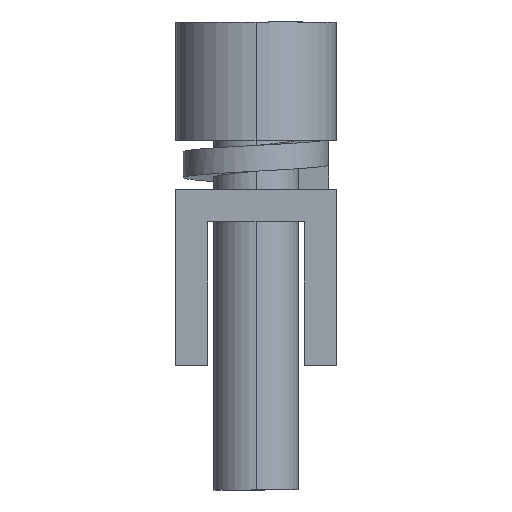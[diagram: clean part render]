
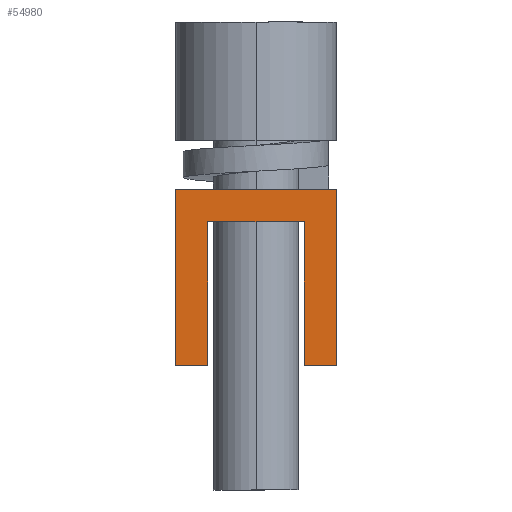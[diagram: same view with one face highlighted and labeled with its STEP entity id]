
A CAD part, left-side view. The second image highlights one B-rep face of the part: STEP entity #54980.
In plain terms, the highlighted face is planar.
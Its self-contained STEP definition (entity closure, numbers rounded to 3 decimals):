
#120=CARTESIAN_POINT('',(12.451,42.654,
-1.25));
#130=VERTEX_POINT('',#120);
#160=CARTESIAN_POINT('',(12.451,40.354,
-1.25));
#170=DIRECTION('',(0.,-1.,0.));
#180=VECTOR('',#170,1.);
#190=LINE('',#160,#180);
#200=CARTESIAN_POINT('',(12.451,50.854,
-1.25));
#210=VERTEX_POINT('',#200);
#220=EDGE_CURVE('',#210,#130,#190,.T.);
#7100=CARTESIAN_POINT('',(12.451,44.154,
0.25));
#7110=VERTEX_POINT('',#7100);
#7140=CARTESIAN_POINT('',(12.451,44.154,
2.5));
#7150=DIRECTION('',(0.,0.,-1.));
#7160=VECTOR('',#7150,1.);
#7170=LINE('',#7140,#7160);
#7180=CARTESIAN_POINT('',(12.451,44.154,
4.75));
#7190=VERTEX_POINT('',#7180);
#7200=EDGE_CURVE('',#7190,#7110,#7170,.T.);
#54450=CARTESIAN_POINT('',(12.451,45.304,
5.5));
#54460=DIRECTION('',(1.,0.,0.));
#54470=DIRECTION('',(0.,0.,1.));
#54480=AXIS2_PLACEMENT_3D('',#54450,#54460,#54470);
#54490=PLANE('',#54480);
#54500=ORIENTED_EDGE('',*,*,#220,.F.);
#54510=CARTESIAN_POINT('',(12.451,42.654,0.));
#54520=DIRECTION('',(0.,0.,-1.));
#54530=VECTOR('',#54520,1.);
#54540=LINE('',#54510,#54530);
#54550=CARTESIAN_POINT('',(12.451,42.654,
6.25));
#54560=VERTEX_POINT('',#54550);
#54570=EDGE_CURVE('',#54560,#130,#54540,.T.);
#54580=ORIENTED_EDGE('',*,*,#54570,.T.);
#54590=CARTESIAN_POINT('',(12.451,40.354,
6.25));
#54600=DIRECTION('',(0.,-1.,0.));
#54610=VECTOR('',#54600,1.);
#54620=LINE('',#54590,#54610);
#54630=CARTESIAN_POINT('',(12.451,50.854,
6.25));
#54640=VERTEX_POINT('',#54630);
#54650=EDGE_CURVE('',#54640,#54560,#54620,.T.);
#54660=ORIENTED_EDGE('',*,*,#54650,.T.);
#54670=CARTESIAN_POINT('',(12.451,50.854,
2.5));
#54680=DIRECTION('',(0.,0.,-1.));
#54690=VECTOR('',#54680,1.);
#54700=LINE('',#54670,#54690);
#54710=CARTESIAN_POINT('',(12.451,50.854,
4.75));
#54720=VERTEX_POINT('',#54710);
#54730=EDGE_CURVE('',#54640,#54720,#54700,.T.);
#54740=ORIENTED_EDGE('',*,*,#54730,.F.);
#54750=CARTESIAN_POINT('',(12.451,40.354,
4.75));
#54760=DIRECTION('',(0.,-1.,0.));
#54770=VECTOR('',#54760,1.);
#54780=LINE('',#54750,#54770);
#54790=EDGE_CURVE('',#54720,#7190,#54780,.T.);
#54800=ORIENTED_EDGE('',*,*,#54790,.F.);
#54810=ORIENTED_EDGE('',*,*,#7200,.F.);
#54820=CARTESIAN_POINT('',(12.451,40.354,
0.25));
#54830=DIRECTION('',(0.,-1.,0.));
#54840=VECTOR('',#54830,1.);
#54850=LINE('',#54820,#54840);
#54860=CARTESIAN_POINT('',(12.451,50.854,
0.25));
#54870=VERTEX_POINT('',#54860);
#54880=EDGE_CURVE('',#54870,#7110,#54850,.T.);
#54890=ORIENTED_EDGE('',*,*,#54880,.T.);
#54900=CARTESIAN_POINT('',(12.451,50.854,
2.5));
#54910=DIRECTION('',(0.,0.,-1.));
#54920=VECTOR('',#54910,1.);
#54930=LINE('',#54900,#54920);
#54940=EDGE_CURVE('',#54870,#210,#54930,.T.);
#54950=ORIENTED_EDGE('',*,*,#54940,.F.);
#54960=EDGE_LOOP('',(#54950,#54890,#54810,#54800,#54740,#54660,#54580,
#54500));
#54970=FACE_OUTER_BOUND('',#54960,.T.);
#54980=ADVANCED_FACE('',(#54970),#54490,.T.);
